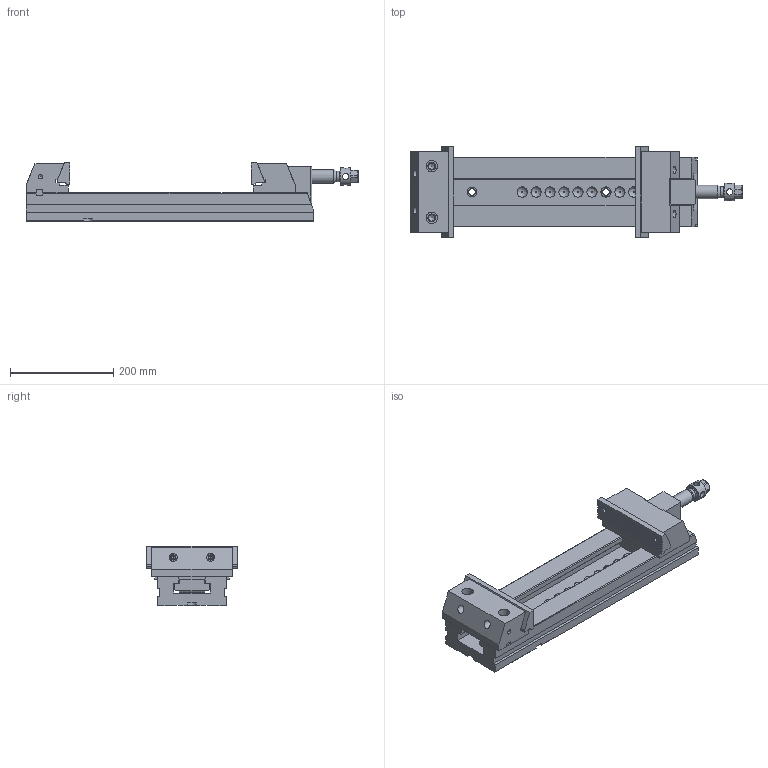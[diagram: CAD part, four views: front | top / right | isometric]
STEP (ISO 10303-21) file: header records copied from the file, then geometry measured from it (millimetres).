
FILE_DESCRIPTION(/* description */ (''),/* implementation_level */ '2;1');
FILE_NAME(/* name */ '30_175S_Mordaza.stp',/* time_stamp */ '2013-11-04T10:53:55+01:00',/* author */ (''),/* organization */ (''),/* preprocessor_version */ 'ST-DEVELOPER v11',/* originating_system */ 'SIEMENS PLM Software NX 7.5',/* authorisation */ '');
FILE_SCHEMA (('CONFIG_CONTROL_DESIGN'));
Length unit declared in the file: millimetre
Products named in the file (1): 30_175S_Mordaza
Bounding box: 642.23 x 175 x 114.5 mm (x, y, z)
Volume: 4484753 mm3; surface area: 551656.4 mm2
Topology: 12 solids, 12 shells, 465 faces, 1250 edges, 828 vertices
Faces by surface type: plane 302, cylinder 95, cone 44, bspline 13, torus 9, sphere 2
Full cylindrical faces by diameter (mm): 4.351 x1, 5.188 x5, 6.985 x4, 8.5 x4, 8.782 x6, 10 x4, 10.579 x4, 12 x4, 12.376 x2, 13 x6, 15 x6, 16 x2, 16.5 x1, 19 x6, 20 x3, 21.25 x1, 22 x2, 26 x1, 30 x2, 33.8 x1, 34 x3
Entity records: 14046 total; most frequent: CARTESIAN_POINT 3027, DIRECTION 2203, ORIENTED_EDGE 2084, EDGE_CURVE 1042, VERTEX_POINT 776, AXIS2_PLACEMENT_3D 752, LINE 699, VECTOR 699
